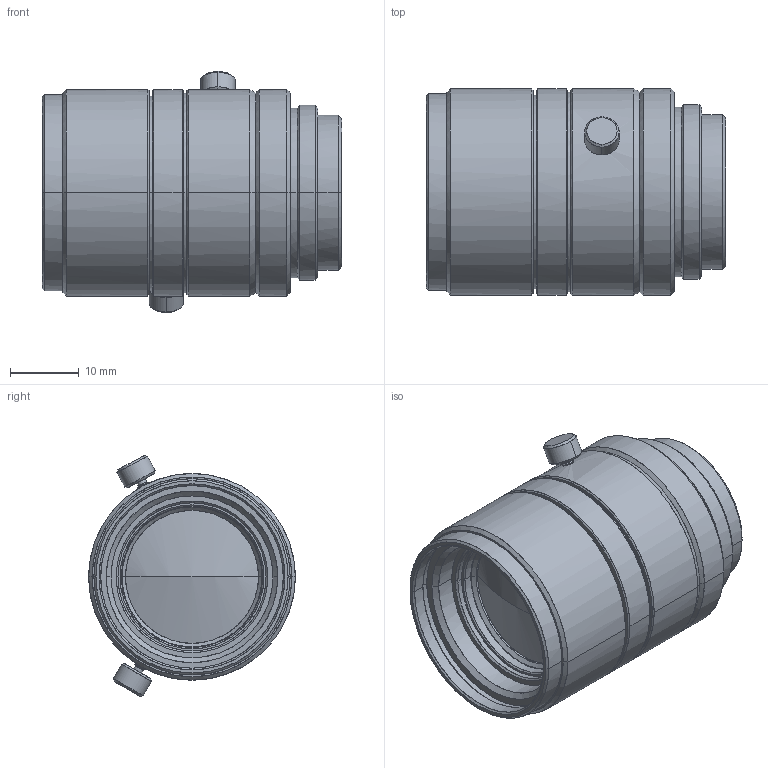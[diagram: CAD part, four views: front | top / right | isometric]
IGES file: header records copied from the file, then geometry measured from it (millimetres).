
Global section: file name: O-C2-S-25-14.igs; native system: HarmonyWare Translators; preprocessor: HarmonyWare IGES v1.7.11; date: 20160525.170319; units: millimetre
Bounding box: 43.48 x 30 x 35.01 mm (x, y, z)
Surface area: 6405.5 mm2 (no closed solid volume)
Topology: 0 solids, 0 shells, 119 faces, 738 edges, 738 vertices
Faces by surface type: bspline 119
